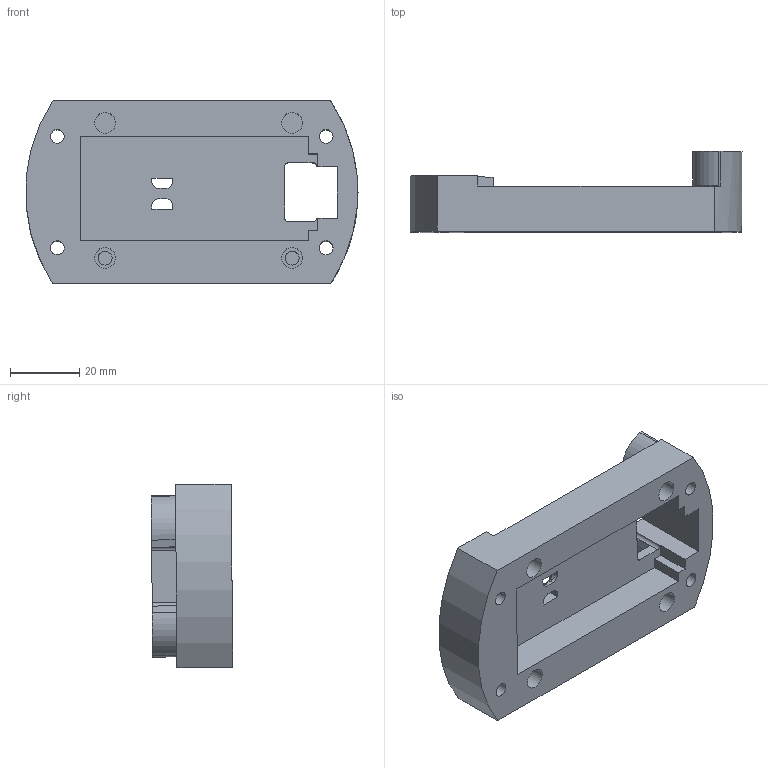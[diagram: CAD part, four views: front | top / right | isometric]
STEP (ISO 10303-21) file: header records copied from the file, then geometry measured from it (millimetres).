
FILE_DESCRIPTION(/* description */ (''),/* implementation_level */ '2;1');
FILE_NAME(/* name */ 'Joint_2_Base.step',/* time_stamp */ '2025-04-06T12:12:31-04:00',/* author */ (''),/* organization */ (''),/* preprocessor_version */ 'ST-DEVELOPER v20.1',/* originating_system */ 'Autodesk Translation Framework v14.4.0.0',/* authorisation */ '');
FILE_SCHEMA (('AUTOMOTIVE_DESIGN { 1 0 10303 214 3 1 1 }'));
Length unit declared in the file: millimetre
Products named in the file (3): armatron_7; Shoulder Joint; Wire Box
Assembly tree (2 placements, depth 3):
  armatron_7
    Shoulder Joint
      Wire Box
Bounding box: 95.85 x 23.5 x 52.92 mm (x, y, z)
Volume: 44783.3 mm3; surface area: 17901.7 mm2
Topology: 1 solids, 1 shells, 87 faces, 225 edges, 144 vertices
Faces by surface type: plane 44, cylinder 32, torus 8, bspline 3
Full cylindrical faces by diameter (mm): 4 x6, 6 x4
Entity records: 2828 total; most frequent: CARTESIAN_POINT 537, DIRECTION 476, ORIENTED_EDGE 450, EDGE_CURVE 225, AXIS2_PLACEMENT_3D 169, VERTEX_POINT 144, LINE 138, VECTOR 138
